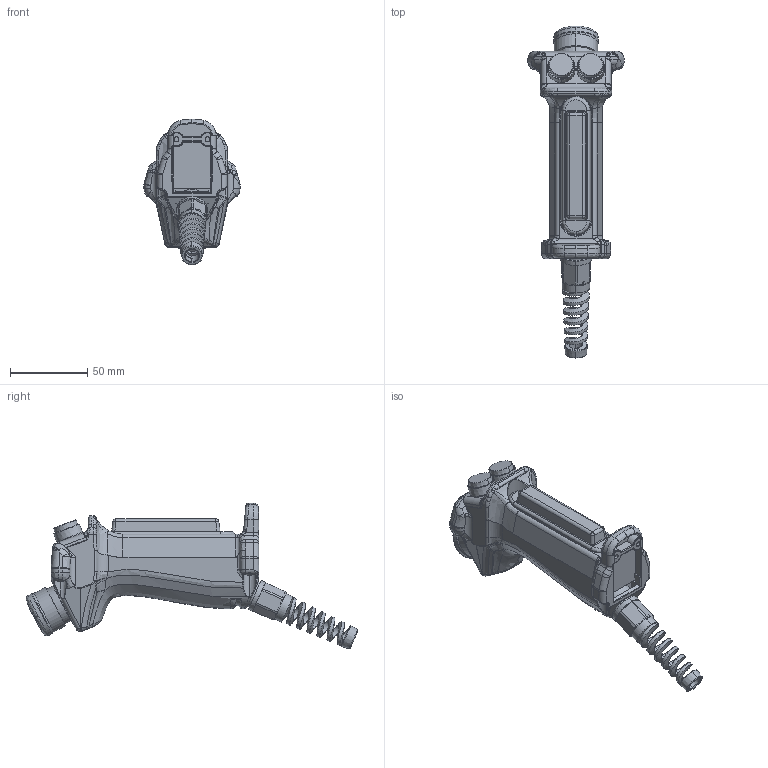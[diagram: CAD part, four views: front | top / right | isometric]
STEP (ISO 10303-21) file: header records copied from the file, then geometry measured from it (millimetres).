
FILE_DESCRIPTION (( 'STEP AP214' ), '1' );
FILE_NAME ('OUTSIDE-HE2G-21S_E-L-L.STEP', '2015-07-06T06:51:37', ( 'IDEC' ), ( '' ), 'SwSTEP 2.0', 'SolidWorks 2012', '' );
FILE_SCHEMA (( 'AUTOMOTIVE_DESIGN' ));
Length unit declared in the file: millimetre
Products named in the file (1): OUTSIDE-HE2G-21S_E-L-L
Bounding box: 62 x 214.26 x 94.09 mm (x, y, z)
Volume: 240121.9 mm3; surface area: 40950.3 mm2
Topology: 1 solids, 1 shells, 1363 faces, 3498 edges, 2153 vertices
Faces by surface type: bspline 540, plane 459, cylinder 289, cone 75
Entity records: 79028 total; most frequent: CARTESIAN_POINT 51703, ORIENTED_EDGE 6910, DIRECTION 3880, EDGE_CURVE 3455, VERTEX_POINT 2153, B_SPLINE_CURVE_WITH_KNOTS 1605, AXIS2_PLACEMENT_3D 1440, EDGE_LOOP 1428
